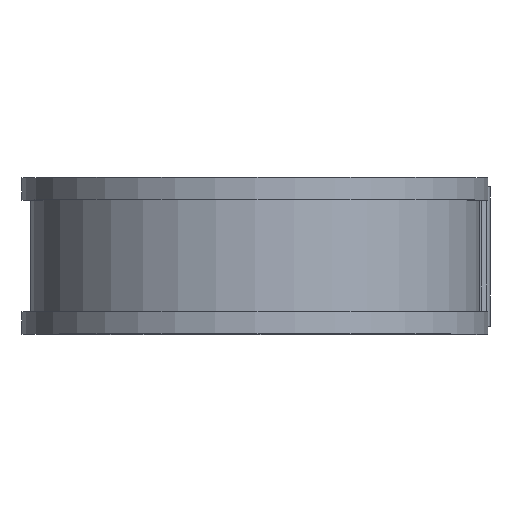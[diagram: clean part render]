
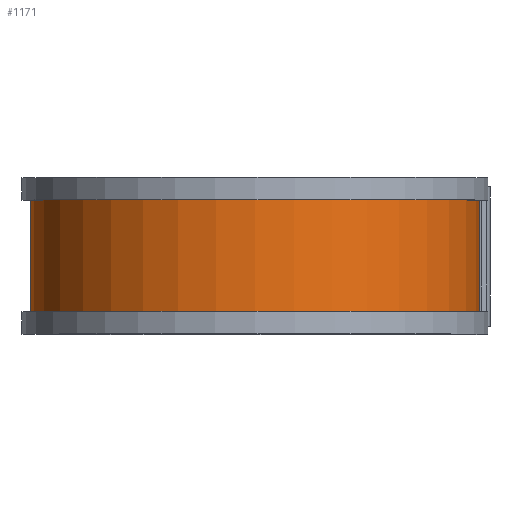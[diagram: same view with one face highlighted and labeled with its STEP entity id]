
A CAD part, top view. The second image highlights one B-rep face of the part: STEP entity #1171.
In plain terms, the highlighted cylindrical face has radius 40.843 mm (diameter 81.686 mm), a partial arc.
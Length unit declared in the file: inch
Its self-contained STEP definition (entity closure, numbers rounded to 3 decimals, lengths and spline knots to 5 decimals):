
#132 = DIRECTION ( 'NONE',  ( 0., 0., -1. ) ) ;
#152 = EDGE_CURVE ( 'NONE', #1144, #404, #431, .T. ) ;
#156 = DIRECTION ( 'NONE',  ( 0., -1., 0. ) ) ;
#166 = CARTESIAN_POINT ( 'NONE',  ( 0., -0.4, 0. ) ) ;
#207 = CARTESIAN_POINT ( 'NONE',  ( 1.608, -0.4, 0. ) ) ;
#212 = CYLINDRICAL_SURFACE ( 'NONE', #481, 1.608 ) ;
#318 = VECTOR ( 'NONE', #1237, 39.37008 ) ;
#327 = AXIS2_PLACEMENT_3D ( 'NONE', #548, #1063, #1100 ) ;
#403 = EDGE_CURVE ( 'NONE', #913, #1144, #1748, .T. ) ;
#404 = VERTEX_POINT ( 'NONE', #829 ) ;
#415 = EDGE_CURVE ( 'NONE', #913, #1269, #1309, .T. ) ;
#422 = VECTOR ( 'NONE', #786, 39.37008 ) ;
#431 = LINE ( 'NONE', #778, #422 ) ;
#481 = AXIS2_PLACEMENT_3D ( 'NONE', #1351, #1228, #1234 ) ;
#484 = ORIENTED_EDGE ( 'NONE', *, *, #415, .F. ) ;
#548 = CARTESIAN_POINT ( 'NONE',  ( 0., 0.4, 0. ) ) ;
#648 = EDGE_CURVE ( 'NONE', #1269, #404, #1295, .T. ) ;
#778 = CARTESIAN_POINT ( 'NONE',  ( 0., 0.5, -1.608 ) ) ;
#786 = DIRECTION ( 'NONE',  ( 0., -1., 0. ) ) ;
#829 = CARTESIAN_POINT ( 'NONE',  ( 0., -0.4, -1.608 ) ) ;
#913 = VERTEX_POINT ( 'NONE', #1098 ) ;
#1012 = ORIENTED_EDGE ( 'NONE', *, *, #648, .F. ) ;
#1063 = DIRECTION ( 'NONE',  ( 0., -1., 0. ) ) ;
#1077 = FACE_OUTER_BOUND ( 'NONE', #1675, .T. ) ;
#1098 = CARTESIAN_POINT ( 'NONE',  ( 1.608, 0.4, 0. ) ) ;
#1100 = DIRECTION ( 'NONE',  ( 0., 0., -1. ) ) ;
#1131 = AXIS2_PLACEMENT_3D ( 'NONE', #166, #156, #132 ) ;
#1144 = VERTEX_POINT ( 'NONE', #1445 ) ;
#1171 = ADVANCED_FACE ( 'NONE', ( #1077 ), #212, .T. ) ;
#1228 = DIRECTION ( 'NONE',  ( 0., -1., 0. ) ) ;
#1234 = DIRECTION ( 'NONE',  ( 0., 0., -1. ) ) ;
#1237 = DIRECTION ( 'NONE',  ( 0., -1., 0. ) ) ;
#1251 = CARTESIAN_POINT ( 'NONE',  ( 1.608, 0.5, 0. ) ) ;
#1269 = VERTEX_POINT ( 'NONE', #207 ) ;
#1295 = CIRCLE ( 'NONE', #1131, 1.608 ) ;
#1309 = LINE ( 'NONE', #1251, #318 ) ;
#1351 = CARTESIAN_POINT ( 'NONE',  ( 0., 0.5, 0. ) ) ;
#1383 = ORIENTED_EDGE ( 'NONE', *, *, #403, .T. ) ;
#1445 = CARTESIAN_POINT ( 'NONE',  ( 0., 0.4, -1.608 ) ) ;
#1675 = EDGE_LOOP ( 'NONE', ( #484, #1383, #1753, #1012 ) ) ;
#1748 = CIRCLE ( 'NONE', #327, 1.608 ) ;
#1753 = ORIENTED_EDGE ( 'NONE', *, *, #152, .T. ) ;
